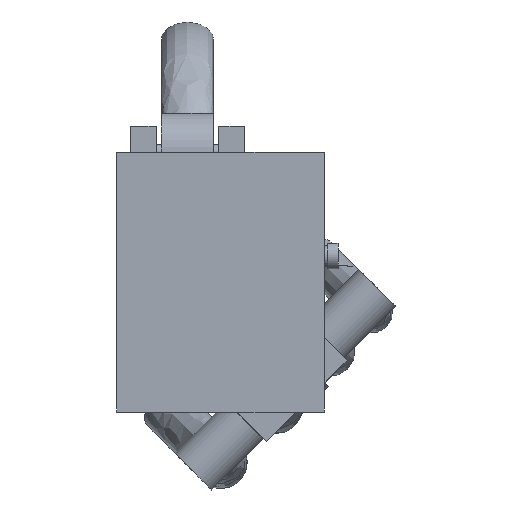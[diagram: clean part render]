
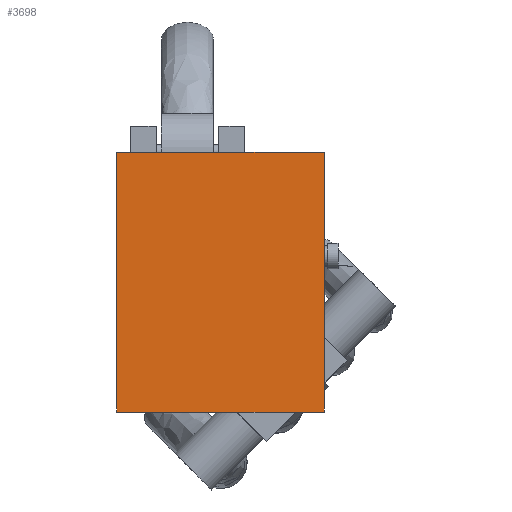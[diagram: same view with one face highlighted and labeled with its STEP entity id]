
A CAD part, front view. The second image highlights one B-rep face of the part: STEP entity #3698.
In plain terms, the highlighted planar face has unit normal (0, -1, 0).
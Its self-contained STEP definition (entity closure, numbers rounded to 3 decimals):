
#15 = LINE ( 'NONE', #6750, #4230 ) ;
#444 = ORIENTED_EDGE ( 'NONE', *, *, #4972, .T. ) ;
#543 = VERTEX_POINT ( 'NONE', #4786 ) ;
#1419 = VECTOR ( 'NONE', #3777, 1000. ) ;
#1814 = VERTEX_POINT ( 'NONE', #6799 ) ;
#1821 = CARTESIAN_POINT ( 'NONE',  ( 6.347, -55., 19.986 ) ) ;
#1877 = CARTESIAN_POINT ( 'NONE',  ( -33.653, -55., -30.014 ) ) ;
#1976 = CARTESIAN_POINT ( 'NONE',  ( -33.653, -55., 19.986 ) ) ;
#2067 = ORIENTED_EDGE ( 'NONE', *, *, #4001, .T. ) ;
#2862 = PLANE ( 'NONE',  #4725 ) ;
#3035 = VECTOR ( 'NONE', #6264, 1000. ) ;
#3210 = VERTEX_POINT ( 'NONE', #5969 ) ;
#3364 = EDGE_LOOP ( 'NONE', ( #444, #6191, #7710, #2067 ) ) ;
#3426 = LINE ( 'NONE', #1976, #3035 ) ;
#3646 = DIRECTION ( 'NONE',  ( 1., 0., 0. ) ) ;
#3698 = ADVANCED_FACE ( 'NONE', ( #7253 ), #2862, .T. ) ;
#3777 = DIRECTION ( 'NONE',  ( 0., 0., 1. ) ) ;
#3975 = DIRECTION ( 'NONE',  ( 0., 0., -1. ) ) ;
#4001 = EDGE_CURVE ( 'NONE', #543, #1814, #15, .T. ) ;
#4002 = EDGE_CURVE ( 'NONE', #3210, #543, #6677, .T. ) ;
#4230 = VECTOR ( 'NONE', #6196, 1000. ) ;
#4697 = LINE ( 'NONE', #1877, #5156 ) ;
#4725 = AXIS2_PLACEMENT_3D ( 'NONE', #7674, #5769, #3975 ) ;
#4729 = EDGE_CURVE ( 'NONE', #5144, #3210, #4697, .T. ) ;
#4786 = CARTESIAN_POINT ( 'NONE',  ( 6.347, -55., 19.986 ) ) ;
#4972 = EDGE_CURVE ( 'NONE', #1814, #5144, #3426, .T. ) ;
#5144 = VERTEX_POINT ( 'NONE', #6456 ) ;
#5156 = VECTOR ( 'NONE', #3646, 1000. ) ;
#5769 = DIRECTION ( 'NONE',  ( 0., -1., 0. ) ) ;
#5969 = CARTESIAN_POINT ( 'NONE',  ( 6.347, -55., -30.014 ) ) ;
#6191 = ORIENTED_EDGE ( 'NONE', *, *, #4729, .T. ) ;
#6196 = DIRECTION ( 'NONE',  ( -1., 0., 0. ) ) ;
#6264 = DIRECTION ( 'NONE',  ( 0., 0., -1. ) ) ;
#6456 = CARTESIAN_POINT ( 'NONE',  ( -33.653, -55., -30.014 ) ) ;
#6677 = LINE ( 'NONE', #1821, #1419 ) ;
#6750 = CARTESIAN_POINT ( 'NONE',  ( -33.653, -55., 19.986 ) ) ;
#6799 = CARTESIAN_POINT ( 'NONE',  ( -33.653, -55., 19.986 ) ) ;
#7253 = FACE_OUTER_BOUND ( 'NONE', #3364, .T. ) ;
#7674 = CARTESIAN_POINT ( 'NONE',  ( 0., -55., 0. ) ) ;
#7710 = ORIENTED_EDGE ( 'NONE', *, *, #4002, .T. ) ;
